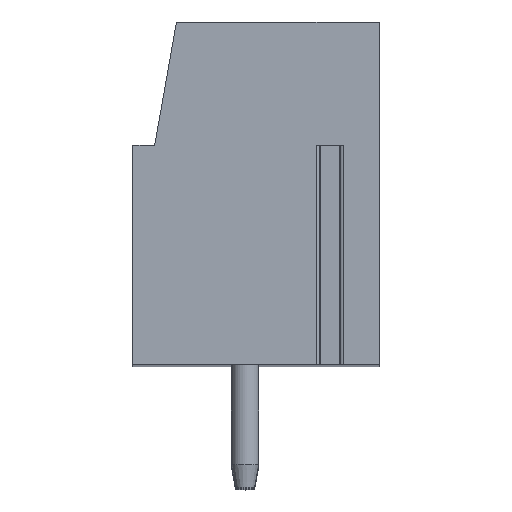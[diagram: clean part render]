
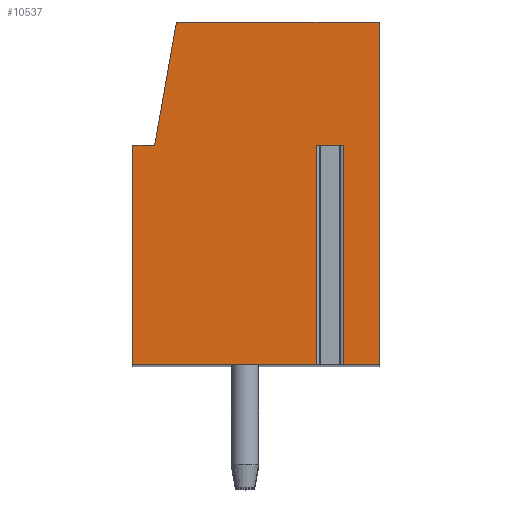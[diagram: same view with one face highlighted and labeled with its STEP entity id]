
A CAD part, top view. The second image highlights one B-rep face of the part: STEP entity #10537.
In plain terms, the highlighted planar face has unit normal (0, 0, 1).
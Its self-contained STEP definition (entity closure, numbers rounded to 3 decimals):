
#20=DIRECTION('',(-1.,0.,0.));
#21=VECTOR('',#20,0.958);
#22=CARTESIAN_POINT('',(3.179,1.75,47.5));
#23=LINE('',#22,#21);
#24=DIRECTION('',(0.,-1.,0.));
#25=VECTOR('',#24,8.);
#26=CARTESIAN_POINT('',(2.221,1.75,47.5));
#27=LINE('',#26,#25);
#28=DIRECTION('',(1.,0.,0.));
#29=VECTOR('',#28,6.721);
#30=CARTESIAN_POINT('',(-4.5,-6.25,47.5));
#31=LINE('',#30,#29);
#32=DIRECTION('',(0.,-1.,0.));
#33=VECTOR('',#32,8.);
#34=CARTESIAN_POINT('',(-4.5,1.75,47.5));
#35=LINE('',#34,#33);
#36=DIRECTION('',(-1.,0.,0.));
#37=VECTOR('',#36,0.8);
#38=CARTESIAN_POINT('',(-3.7,1.75,47.5));
#39=LINE('',#38,#37);
#40=DIRECTION('',(-0.174,-0.985,0.));
#41=VECTOR('',#40,4.569);
#42=CARTESIAN_POINT('',(-2.907,6.25,47.5));
#43=LINE('',#42,#41);
#44=DIRECTION('',(-1.,0.,0.));
#45=VECTOR('',#44,7.407);
#46=CARTESIAN_POINT('',(4.5,6.25,47.5));
#47=LINE('',#46,#45);
#48=DIRECTION('',(0.,1.,0.));
#49=VECTOR('',#48,12.5);
#50=CARTESIAN_POINT('',(4.5,-6.25,47.5));
#51=LINE('',#50,#49);
#52=DIRECTION('',(1.,0.,0.));
#53=VECTOR('',#52,1.321);
#54=CARTESIAN_POINT('',(3.179,-6.25,47.5));
#55=LINE('',#54,#53);
#56=DIRECTION('',(0.,-1.,0.));
#57=VECTOR('',#56,8.);
#58=CARTESIAN_POINT('',(3.179,1.75,47.5));
#59=LINE('',#58,#57);
#8300=CARTESIAN_POINT('',(-2.907,6.25,47.5));
#8301=CARTESIAN_POINT('',(-3.7,1.75,47.5));
#8302=VERTEX_POINT('',#8300);
#8303=VERTEX_POINT('',#8301);
#8304=CARTESIAN_POINT('',(-4.5,1.75,47.5));
#8305=VERTEX_POINT('',#8304);
#8306=CARTESIAN_POINT('',(-4.5,-6.25,47.5));
#8307=VERTEX_POINT('',#8306);
#8308=CARTESIAN_POINT('',(4.5,-6.25,47.5));
#8309=CARTESIAN_POINT('',(4.5,6.25,47.5));
#8310=VERTEX_POINT('',#8308);
#8311=VERTEX_POINT('',#8309);
#8368=CARTESIAN_POINT('',(3.179,1.75,47.5));
#8369=CARTESIAN_POINT('',(2.221,1.75,47.5));
#8370=VERTEX_POINT('',#8368);
#8371=VERTEX_POINT('',#8369);
#8372=CARTESIAN_POINT('',(3.179,-6.25,47.5));
#8373=VERTEX_POINT('',#8372);
#8374=CARTESIAN_POINT('',(2.221,-6.25,47.5));
#8375=VERTEX_POINT('',#8374);
#10510=CARTESIAN_POINT('',(0.,0.,47.5));
#10511=DIRECTION('',(0.,0.,1.));
#10512=DIRECTION('',(1.,0.,0.));
#10513=AXIS2_PLACEMENT_3D('',#10510,#10511,#10512);
#10514=PLANE('',#10513);
#10516=ORIENTED_EDGE('',*,*,#10515,.T.);
#10518=ORIENTED_EDGE('',*,*,#10517,.T.);
#10520=ORIENTED_EDGE('',*,*,#10519,.F.);
#10522=ORIENTED_EDGE('',*,*,#10521,.F.);
#10524=ORIENTED_EDGE('',*,*,#10523,.F.);
#10526=ORIENTED_EDGE('',*,*,#10525,.F.);
#10528=ORIENTED_EDGE('',*,*,#10527,.F.);
#10530=ORIENTED_EDGE('',*,*,#10529,.F.);
#10532=ORIENTED_EDGE('',*,*,#10531,.F.);
#10534=ORIENTED_EDGE('',*,*,#10533,.F.);
#10535=EDGE_LOOP('',(#10516,#10518,#10520,#10522,#10524,#10526,#10528,#10530,
#10532,#10534));
#10536=FACE_OUTER_BOUND('',#10535,.F.);
#10515=EDGE_CURVE('',#8370,#8371,#23,.T.);
#10517=EDGE_CURVE('',#8371,#8375,#27,.T.);
#10519=EDGE_CURVE('',#8307,#8375,#31,.T.);
#10521=EDGE_CURVE('',#8305,#8307,#35,.T.);
#10523=EDGE_CURVE('',#8303,#8305,#39,.T.);
#10525=EDGE_CURVE('',#8302,#8303,#43,.T.);
#10527=EDGE_CURVE('',#8311,#8302,#47,.T.);
#10529=EDGE_CURVE('',#8310,#8311,#51,.T.);
#10531=EDGE_CURVE('',#8373,#8310,#55,.T.);
#10533=EDGE_CURVE('',#8370,#8373,#59,.T.);
#10537=ADVANCED_FACE('',(#10536),#10514,.T.);
